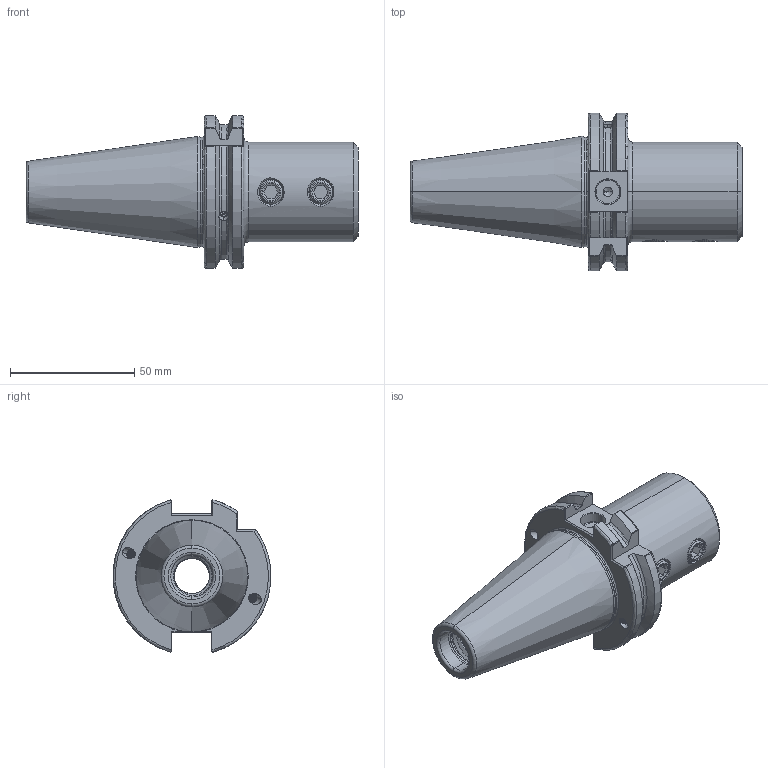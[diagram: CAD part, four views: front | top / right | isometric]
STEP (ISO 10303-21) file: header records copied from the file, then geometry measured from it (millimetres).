
FILE_DESCRIPTION (( 'STEP AP203' ), '1' );
FILE_NAME ('403.51.20.STEP', '2016-11-25T09:10:31', ( '' ), ( '' ), 'SwSTEP 2.0', 'SolidWorks 2012', '' );
FILE_SCHEMA (( 'CONFIG_CONTROL_DESIGN' ));
Length unit declared in the file: millimetre
Products named in the file (3): 2-01152027C1_P_共用_螺栓_無頭六角平尾_M10xP1x10L___SCM435_102.91.10; 403.51.20
Assembly tree (3 placements, depth 2):
  403.51.20
    403.51.20
    2-01152027C1_P_共用_螺栓_無頭六角平尾_M10xP1x10L___SCM435_102.91.10  x2
Bounding box: 133.4 x 63.41 x 61.24 mm (x, y, z)
Volume: 139011.5 mm3; surface area: 32855.6 mm2
Topology: 3 solids, 3 shells, 379 faces, 1064 edges, 681 vertices
Faces by surface type: cylinder 183, plane 64, bspline 51, cone 47, torus 34
Entity records: 34996 total; most frequent: CARTESIAN_POINT 27174, ORIENTED_EDGE 1908, DIRECTION 1200, EDGE_CURVE 954, VERTEX_POINT 617, AXIS2_PLACEMENT_3D 468, EDGE_LOOP 361, FACE_OUTER_BOUND 344
